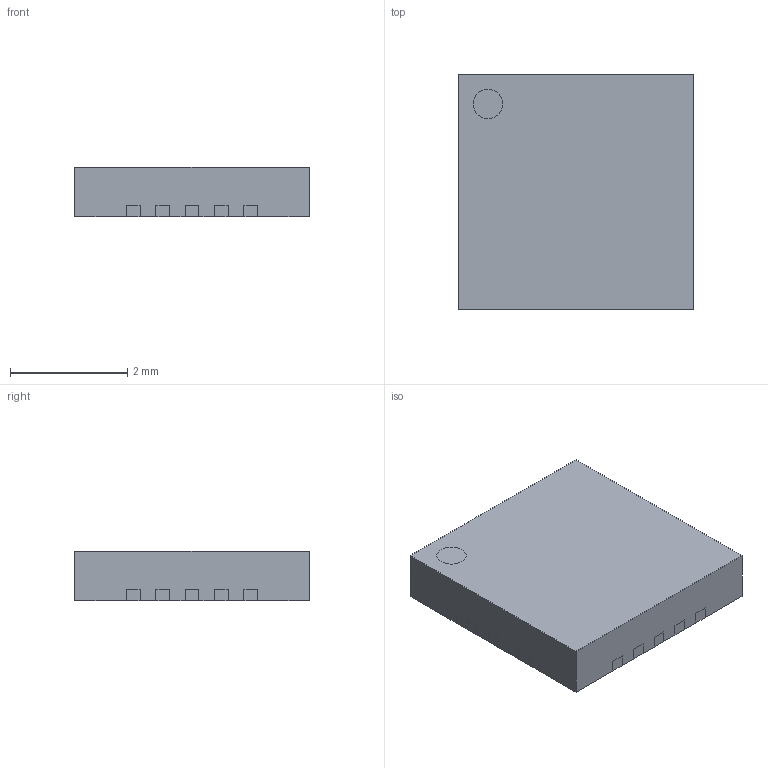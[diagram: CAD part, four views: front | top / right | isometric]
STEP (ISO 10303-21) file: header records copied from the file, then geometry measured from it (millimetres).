
FILE_DESCRIPTION((''),'2;1');
FILE_NAME('MINI-CIRCUITS_DG983-2.stp','2016-08-10T19:22:07',(''),(''),'Mechanical Desktop 2011','Mechanical Desktop 2011',', , ');
FILE_SCHEMA(('AUTOMOTIVE_DESIGN { 1 2 10303 214 1 1 1 1 }'));
Length unit declared in the file: millimetre
Products named in the file (1): Product
Bounding box: 4 x 4 x 0.85 mm (x, y, z)
Volume: 13.6 mm3; surface area: 61.8 mm2
Topology: 22 solids, 22 shells, 213 faces, 504 edges, 336 vertices
Faces by surface type: bspline 206, cylinder 4, plane 3
Entity records: 6044 total; most frequent: CARTESIAN_POINT 1672, ORIENTED_EDGE 1008, DIRECTION 528, EDGE_CURVE 504, VECTOR 496, LINE 496, VERTEX_POINT 336, EDGE_LOOP 214
